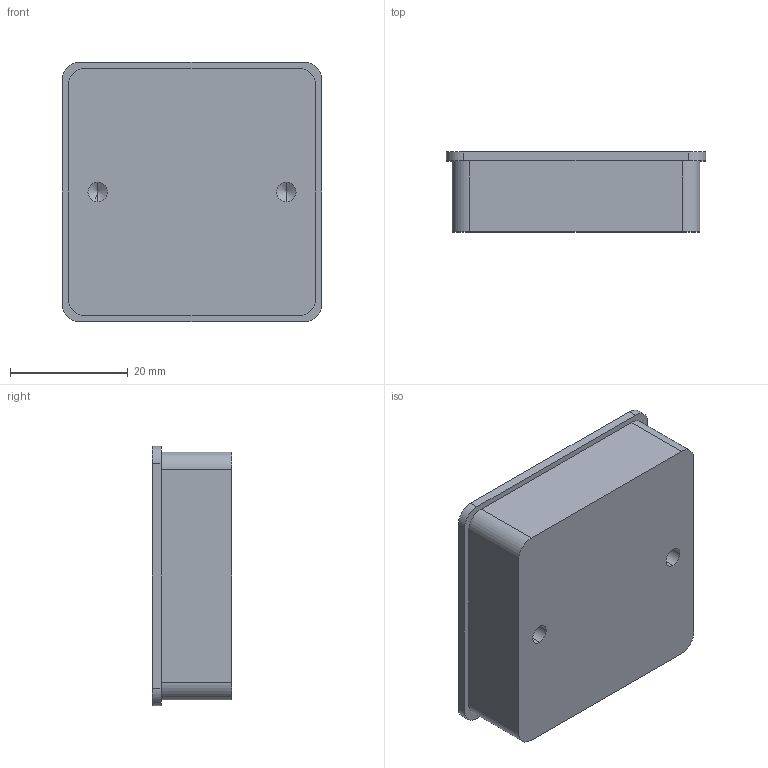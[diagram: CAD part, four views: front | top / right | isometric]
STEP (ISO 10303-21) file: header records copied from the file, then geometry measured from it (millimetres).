
FILE_DESCRIPTION (( 'STEP AP214' ), '1' );
FILE_NAME ('F002583,F002584,F002759_3D.step', '2022-07-07T08:10:14', ( '' ), ( '' ), 'SwSTEP 2.0', 'SolidWorks 2020', '' );
FILE_SCHEMA (( 'AUTOMOTIVE_DESIGN' ));
Length unit declared in the file: millimetre
Products named in the file (1): F002583,F002584,F002759_3D
Bounding box: 44 x 13.5 x 44 mm (x, y, z)
Volume: 13254.4 mm3; surface area: 9870 mm2
Topology: 1 solids, 1 shells, 50 faces, 136 edges, 86 vertices
Faces by surface type: plane 26, cylinder 20, cone 4
Entity records: 1630 total; most frequent: DIRECTION 274, CARTESIAN_POINT 269, ORIENTED_EDGE 264, EDGE_CURVE 132, VECTOR 92, LINE 92, AXIS2_PLACEMENT_3D 91, VERTEX_POINT 86
